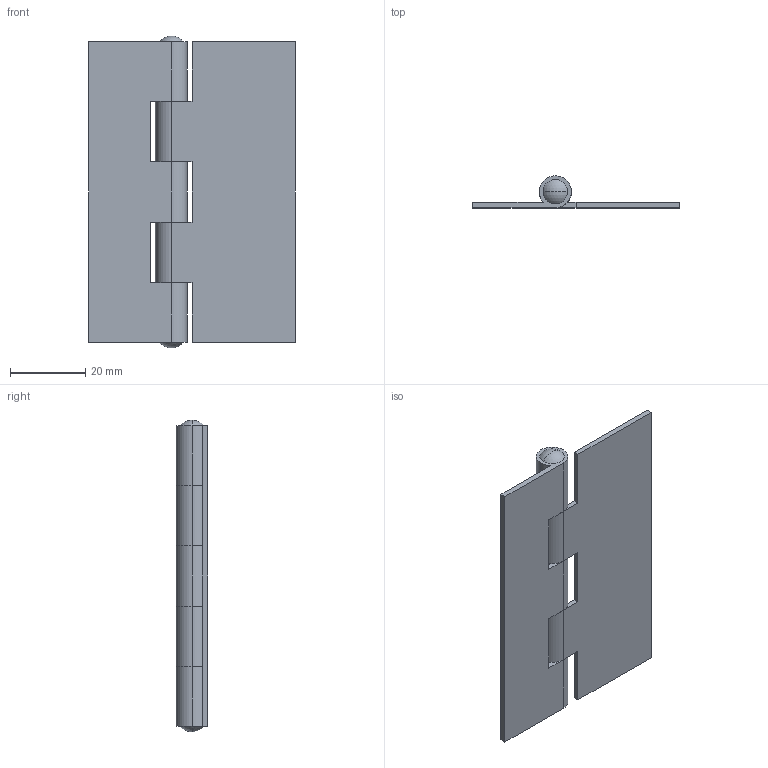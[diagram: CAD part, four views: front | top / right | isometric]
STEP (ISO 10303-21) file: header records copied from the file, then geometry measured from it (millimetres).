
FILE_DESCRIPTION (( 'STEP AP203' ), '1' );
FILE_NAME ('B-1048-5.STEP', '2008-11-27T04:31:28', ( ' ' ), ( ' ' ), 'SwSTEP 2.0', 'SolidWorks 2007', '' );
FILE_SCHEMA (( 'CONFIG_CONTROL_DESIGN' ));
Length unit declared in the file: millimetre
Products named in the file (4): B-1048-5僸儞僕A__棉太倌; B-1048-5僸儞僕B__棉太倌; B-1048-5; B-1048-5僔儍僼僩__棉太倌
Assembly tree (3 placements, depth 2):
  B-1048-5
    B-1048-5僸儞僕A__棉太倌
    B-1048-5僸儞僕B__棉太倌
    B-1048-5僔儍僼僩__棉太倌
Bounding box: 55 x 8.5 x 83 mm (x, y, z)
Volume: 9933 mm3; surface area: 13119.4 mm2
Topology: 3 solids, 3 shells, 56 faces, 146 edges, 98 vertices
Faces by surface type: cylinder 27, plane 25, sphere 4
Entity records: 2182 total; most frequent: DIRECTION 332, CARTESIAN_POINT 306, ORIENTED_EDGE 292, EDGE_CURVE 146, AXIS2_PLACEMENT_3D 124, VERTEX_POINT 98, VECTOR 84, LINE 84
